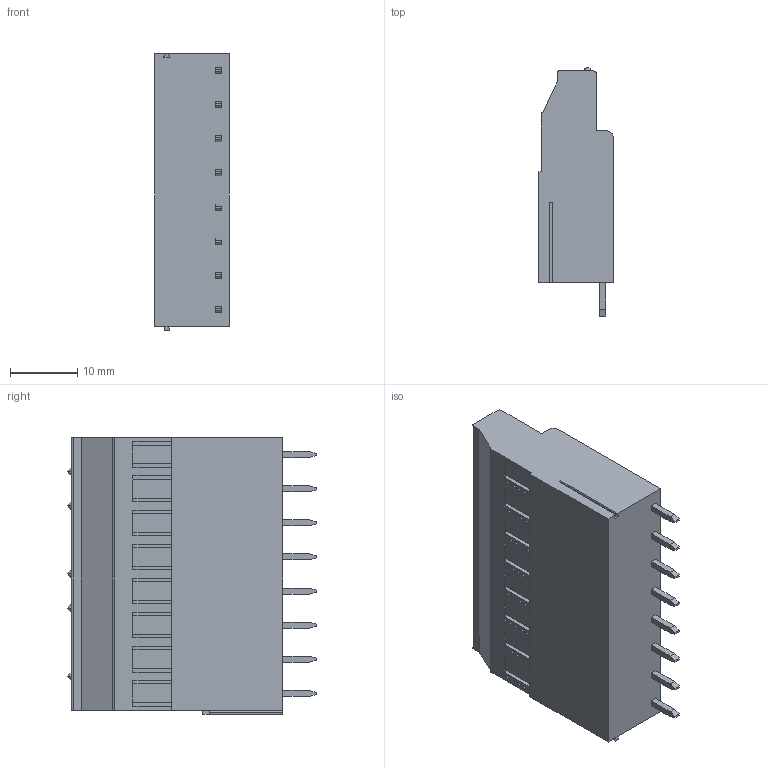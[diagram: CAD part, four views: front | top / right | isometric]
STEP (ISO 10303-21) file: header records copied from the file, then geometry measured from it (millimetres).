
FILE_DESCRIPTION((''),'2;1');
FILE_NAME('PRT0053','2025-01-11T',('yanfa'),(''),'PRO/ENGINEER BY PARAMETRIC TECHNOLOGY CORPORATION, 2009280','PRO/ENGINEER BY PARAMETRIC TECHNOLOGY CORPORATION, 2009280','');
FILE_SCHEMA(('AUTOMOTIVE_DESIGN_CC2 { 1 2 10303 214 -1 1 5 2 }'));
Length unit declared in the file: millimetre
Products named in the file (1): PRT0053
Bounding box: 11.1 x 37 x 41.24 mm (x, y, z)
Volume: 12398.2 mm3; surface area: 4597.2 mm2
Topology: 1 solids, 1 shells, 274 faces, 750 edges, 489 vertices
Faces by surface type: plane 208, cylinder 40, torus 16, sphere 10
Entity records: 8695 total; most frequent: CARTESIAN_POINT 1679, ORIENTED_EDGE 1480, DIRECTION 1404, EDGE_CURVE 740, VECTOR 560, LINE 560, VERTEX_POINT 489, AXIS2_PLACEMENT_3D 422
